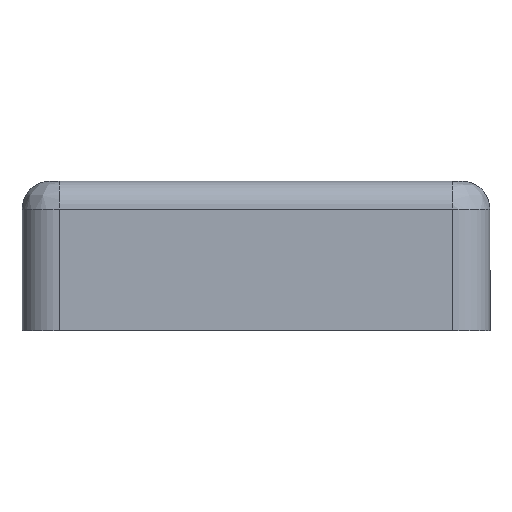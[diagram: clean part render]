
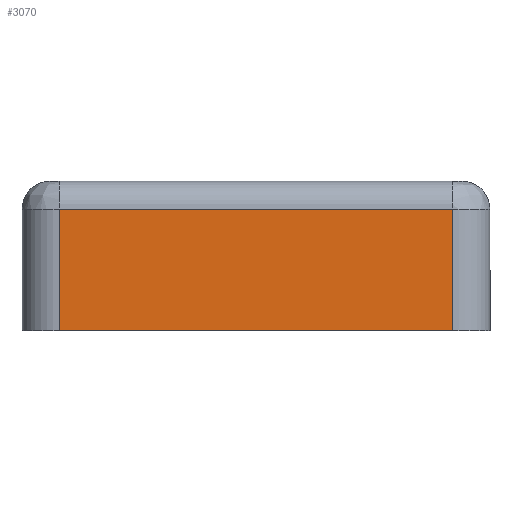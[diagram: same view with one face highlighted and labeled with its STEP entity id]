
A CAD part, left-side view. The second image highlights one B-rep face of the part: STEP entity #3070.
In plain terms, the highlighted planar face has unit normal (-1, 0, 0).
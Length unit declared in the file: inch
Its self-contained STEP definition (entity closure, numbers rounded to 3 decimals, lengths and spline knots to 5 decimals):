
#193 = EDGE_CURVE ( 'NONE', #2245, #4842, #1771, .T. ) ;
#525 = VECTOR ( 'NONE', #6686, 39.37008 ) ;
#1081 = EDGE_CURVE ( 'NONE', #4842, #2486, #4354, .T. ) ;
#1368 = DIRECTION ( 'NONE',  ( 0., 1., 0. ) ) ;
#1397 = CARTESIAN_POINT ( 'NONE',  ( -1.9685, 0.98425, 0. ) ) ;
#1771 = LINE ( 'NONE', #2991, #2831 ) ;
#2245 = VERTEX_POINT ( 'NONE', #7409 ) ;
#2361 = CARTESIAN_POINT ( 'NONE',  ( -1.9685, -0.82677, 0. ) ) ;
#2486 = VERTEX_POINT ( 'NONE', #2361 ) ;
#2554 = EDGE_LOOP ( 'NONE', ( #4175, #6754, #5338, #7073 ) ) ;
#2831 = VECTOR ( 'NONE', #2995, 39.37008 ) ;
#2991 = CARTESIAN_POINT ( 'NONE',  ( -1.9685, -0.98425, 0.51181 ) ) ;
#2995 = DIRECTION ( 'NONE',  ( 0., -1., 0. ) ) ;
#3070 = ADVANCED_FACE ( 'NONE', ( #5853 ), #5220, .F. ) ;
#3351 = AXIS2_PLACEMENT_3D ( 'NONE', #3405, #3382, #3528 ) ;
#3382 = DIRECTION ( 'NONE',  ( 1., 0., 0. ) ) ;
#3405 = CARTESIAN_POINT ( 'NONE',  ( -1.9685, 0.98425, 0.62992 ) ) ;
#3528 = DIRECTION ( 'NONE',  ( 0., 0., -1. ) ) ;
#3561 = LINE ( 'NONE', #8461, #5269 ) ;
#4030 = EDGE_CURVE ( 'NONE', #2486, #6792, #7917, .T. ) ;
#4175 = ORIENTED_EDGE ( 'NONE', *, *, #193, .F. ) ;
#4287 = VECTOR ( 'NONE', #1368, 39.37008 ) ;
#4354 = LINE ( 'NONE', #5932, #525 ) ;
#4842 = VERTEX_POINT ( 'NONE', #8121 ) ;
#5220 = PLANE ( 'NONE',  #3351 ) ;
#5269 = VECTOR ( 'NONE', #8867, 39.37008 ) ;
#5338 = ORIENTED_EDGE ( 'NONE', *, *, #4030, .F. ) ;
#5591 = EDGE_CURVE ( 'NONE', #6792, #2245, #3561, .T. ) ;
#5853 = FACE_OUTER_BOUND ( 'NONE', #2554, .T. ) ;
#5932 = CARTESIAN_POINT ( 'NONE',  ( -1.9685, -0.82677, 0.62992 ) ) ;
#6686 = DIRECTION ( 'NONE',  ( 0., 0., -1. ) ) ;
#6754 = ORIENTED_EDGE ( 'NONE', *, *, #5591, .F. ) ;
#6792 = VERTEX_POINT ( 'NONE', #7243 ) ;
#7073 = ORIENTED_EDGE ( 'NONE', *, *, #1081, .F. ) ;
#7243 = CARTESIAN_POINT ( 'NONE',  ( -1.9685, 0.82677, 0. ) ) ;
#7409 = CARTESIAN_POINT ( 'NONE',  ( -1.9685, 0.82677, 0.51181 ) ) ;
#7917 = LINE ( 'NONE', #1397, #4287 ) ;
#8121 = CARTESIAN_POINT ( 'NONE',  ( -1.9685, -0.82677, 0.51181 ) ) ;
#8461 = CARTESIAN_POINT ( 'NONE',  ( -1.9685, 0.82677, 0.62992 ) ) ;
#8867 = DIRECTION ( 'NONE',  ( 0., 0., 1. ) ) ;
